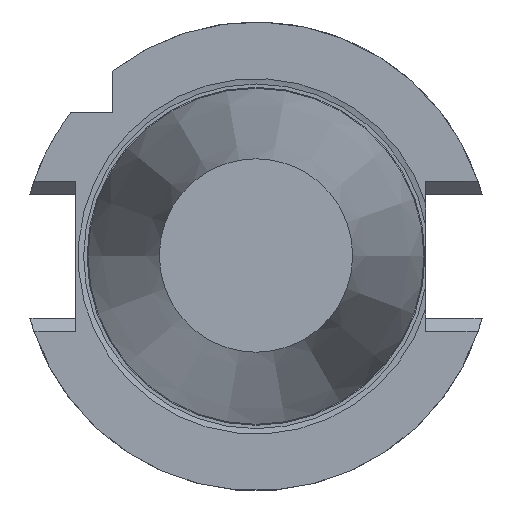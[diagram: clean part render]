
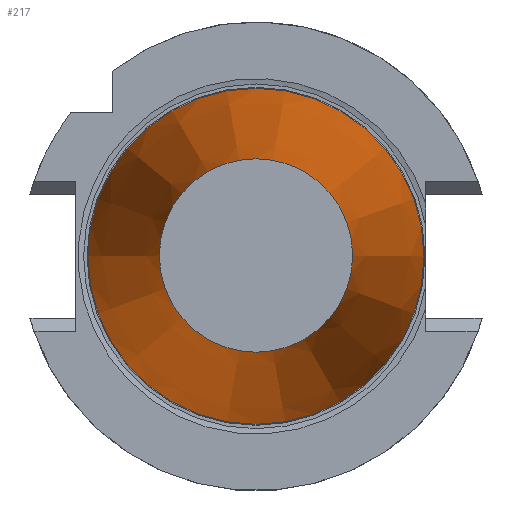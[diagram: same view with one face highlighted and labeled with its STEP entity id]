
A CAD part, top view. The second image highlights one B-rep face of the part: STEP entity #217.
In plain terms, the highlighted conical face has half-angle 8.298 degrees and reference radius 20.107 mm.
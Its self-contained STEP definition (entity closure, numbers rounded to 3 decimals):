
#124=CONICAL_SURFACE('',#1195,20.107,8.298);
#217=ADVANCED_FACE('CU_FL_CO_SU_1',(#359,#360),#124,.T.);
#306=CIRCLE('',#1192,20.107);
#307=CIRCLE('',#1194,34.925);
#359=FACE_BOUND('',#405,.T.);
#360=FACE_BOUND('',#406,.T.);
#405=EDGE_LOOP('',(#522));
#406=EDGE_LOOP('',(#523));
#522=ORIENTED_EDGE('',*,*,#879,.T.);
#523=ORIENTED_EDGE('',*,*,#880,.F.);
#769=VERTEX_POINT('',#1659);
#770=VERTEX_POINT('',#1662);
#879=EDGE_CURVE('',#769,#769,#306,.T.);
#880=EDGE_CURVE('',#770,#770,#307,.T.);
#1192=AXIS2_PLACEMENT_3D('',#1658,#1359,#1360);
#1194=AXIS2_PLACEMENT_3D('',#1661,#1363,#1364);
#1195=AXIS2_PLACEMENT_3D('',#1663,#1365,#1366);
#1359=DIRECTION('',(0.0,0.0,-1.0));
#1360=DIRECTION('',(-1.0,0.0,0.0));
#1363=DIRECTION('',(0.0,0.0,-1.0));
#1364=DIRECTION('',(-1.0,0.0,0.0));
#1365=DIRECTION('',(0.0,0.0,-1.0));
#1366=DIRECTION('',(-1.0,0.0,0.));
#1658=CARTESIAN_POINT('',(0.0,0.0,101.6));
#1659=CARTESIAN_POINT('',(-20.107,0.0,101.6));
#1661=CARTESIAN_POINT('',(0.0,0.0,0.0));
#1662=CARTESIAN_POINT('',(-34.925,0.0,0.0));
#1663=CARTESIAN_POINT('',(0.0,0.0,101.6));
